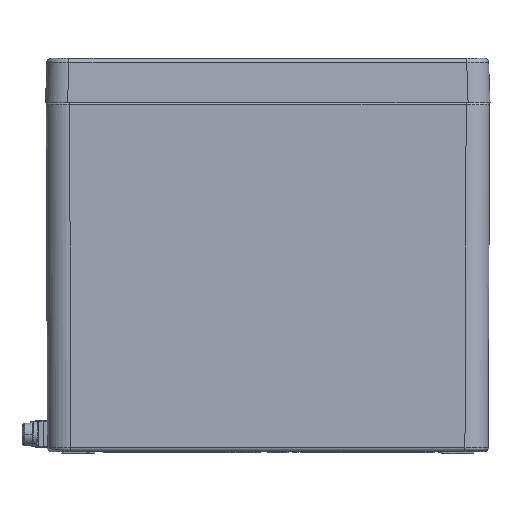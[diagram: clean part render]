
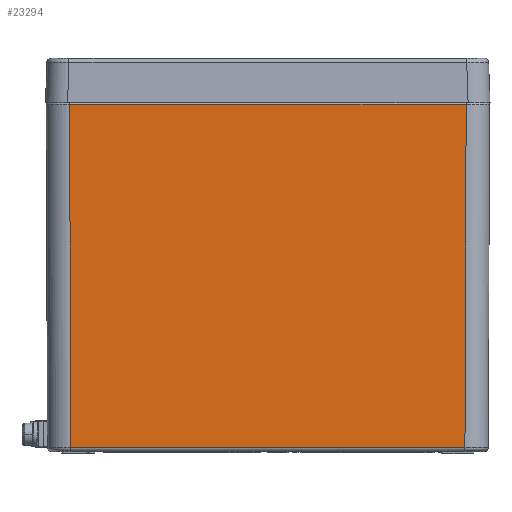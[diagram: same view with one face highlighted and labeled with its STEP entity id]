
A CAD part, left-side view. The second image highlights one B-rep face of the part: STEP entity #23294.
In plain terms, the highlighted planar face has unit normal (-1, 0, -0.004).
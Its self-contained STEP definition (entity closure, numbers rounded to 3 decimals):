
#19198 = VERTEX_POINT('',#19199);
#19199 = CARTESIAN_POINT('',(-115.651,-89.901,
    -157.207));
#19311 = VERTEX_POINT('',#19312);
#19312 = CARTESIAN_POINT('',(-115.651,89.901,
    -157.207));
#19321 = EDGE_CURVE('',#19198,#19311,#19322,.T.);
#19322 = LINE('',#19323,#19324);
#19323 = CARTESIAN_POINT('',(-115.651,0.16,
    -157.207));
#19324 = VECTOR('',#19325,1.);
#19325 = DIRECTION('',(-0.,1.,-0.));
#23269 = VERTEX_POINT('',#23270);
#23270 = CARTESIAN_POINT('',(-116.196,-90.447,
    -1.003));
#23283 = EDGE_CURVE('',#23269,#19198,#23284,.T.);
#23284 = LINE('',#23285,#23286);
#23285 = CARTESIAN_POINT('',(-115.922,-90.172,
    -79.6));
#23286 = VECTOR('',#23287,1.);
#23287 = DIRECTION('',(0.003,0.003,
    -1.));
#23294 = ADVANCED_FACE('',(#23295),#23313,.F.);
#23295 = FACE_BOUND('',#23296,.T.);
#23296 = EDGE_LOOP('',(#23297,#23305,#23306,#23307));
#23297 = ORIENTED_EDGE('',*,*,#23298,.F.);
#23298 = EDGE_CURVE('',#19311,#23299,#23301,.T.);
#23299 = VERTEX_POINT('',#23300);
#23300 = CARTESIAN_POINT('',(-116.196,90.447,
    -1.003));
#23301 = LINE('',#23302,#23303);
#23302 = CARTESIAN_POINT('',(-115.651,89.901,-157.207
    ));
#23303 = VECTOR('',#23304,1.);
#23304 = DIRECTION('',(-0.003,0.003,
    1.));
#23305 = ORIENTED_EDGE('',*,*,#19321,.F.);
#23306 = ORIENTED_EDGE('',*,*,#23283,.F.);
#23307 = ORIENTED_EDGE('',*,*,#23308,.F.);
#23308 = EDGE_CURVE('',#23299,#23269,#23309,.T.);
#23309 = LINE('',#23310,#23311);
#23310 = CARTESIAN_POINT('',(-116.196,0.,-1.003));
#23311 = VECTOR('',#23312,1.);
#23312 = DIRECTION('',(-0.,-1.,-0.));
#23313 = PLANE('',#23314);
#23314 = AXIS2_PLACEMENT_3D('',#23315,#23316,#23317);
#23315 = CARTESIAN_POINT('',(-116.2,0.,0.));
#23316 = DIRECTION('',(1.,-0.,0.003));
#23317 = DIRECTION('',(0.003,0.,-1.));
